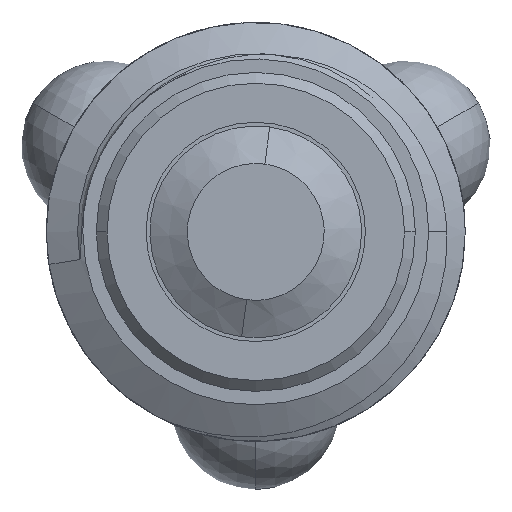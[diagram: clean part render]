
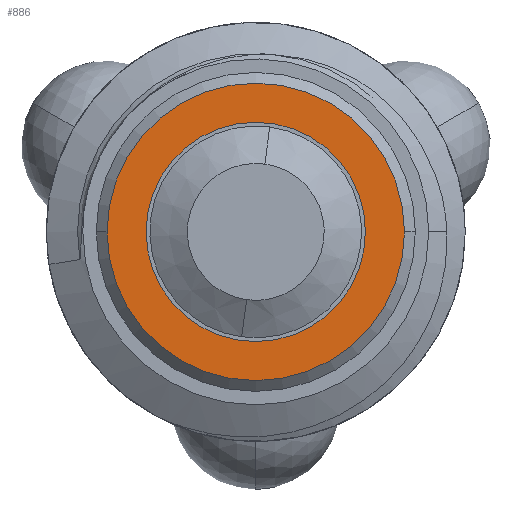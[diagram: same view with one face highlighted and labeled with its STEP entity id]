
A CAD part, front view. The second image highlights one B-rep face of the part: STEP entity #886.
In plain terms, the highlighted face is planar.
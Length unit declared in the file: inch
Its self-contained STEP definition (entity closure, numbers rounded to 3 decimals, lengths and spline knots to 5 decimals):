
#89 = EDGE_CURVE ( 'NONE', #484, #289, #3382, .T. ) ;
#117 = DIRECTION ( 'NONE',  ( 0., 0., -1. ) ) ;
#137 = CARTESIAN_POINT ( 'NONE',  ( 0.13764, 0., 0. ) ) ;
#289 = VERTEX_POINT ( 'NONE', #137 ) ;
#292 = DIRECTION ( 'NONE',  ( 0., 0., -1. ) ) ;
#402 = PLANE ( 'NONE',  #663 ) ;
#484 = VERTEX_POINT ( 'NONE', #2824 ) ;
#626 = CARTESIAN_POINT ( 'NONE',  ( -0.1015, 0., 0. ) ) ;
#663 = AXIS2_PLACEMENT_3D ( 'NONE', #6285, #4350, #1395 ) ;
#726 = EDGE_CURVE ( 'NONE', #785, #2605, #2445, .T. ) ;
#757 = ORIENTED_EDGE ( 'NONE', *, *, #6141, .F. ) ;
#785 = VERTEX_POINT ( 'NONE', #626 ) ;
#834 = FACE_BOUND ( 'NONE', #3338, .T. ) ;
#886 = ADVANCED_FACE ( 'NONE', ( #2282, #834 ), #402, .F. ) ;
#969 = CARTESIAN_POINT ( 'NONE',  ( 0., 0., 0. ) ) ;
#1022 = CARTESIAN_POINT ( 'NONE',  ( 0.1015, 0., 0. ) ) ;
#1339 = ORIENTED_EDGE ( 'NONE', *, *, #89, .T. ) ;
#1395 = DIRECTION ( 'NONE',  ( 1., 0., 0. ) ) ;
#1477 = DIRECTION ( 'NONE',  ( -1., 0., 0. ) ) ;
#1548 = DIRECTION ( 'NONE',  ( 0., 0., -1. ) ) ;
#1626 = AXIS2_PLACEMENT_3D ( 'NONE', #4500, #1548, #5011 ) ;
#1982 = CIRCLE ( 'NONE', #5124, 0.1015 ) ;
#2240 = EDGE_LOOP ( 'NONE', ( #2500, #1339 ) ) ;
#2282 = FACE_OUTER_BOUND ( 'NONE', #2240, .T. ) ;
#2445 = CIRCLE ( 'NONE', #3394, 0.1015 ) ;
#2500 = ORIENTED_EDGE ( 'NONE', *, *, #4716, .T. ) ;
#2585 = AXIS2_PLACEMENT_3D ( 'NONE', #3219, #292, #3729 ) ;
#2605 = VERTEX_POINT ( 'NONE', #1022 ) ;
#2824 = CARTESIAN_POINT ( 'NONE',  ( -0.13764, 0., 0. ) ) ;
#3041 = CARTESIAN_POINT ( 'NONE',  ( 0., 0., 0. ) ) ;
#3219 = CARTESIAN_POINT ( 'NONE',  ( 0., 0., 0. ) ) ;
#3338 = EDGE_LOOP ( 'NONE', ( #5150, #757 ) ) ;
#3382 = CIRCLE ( 'NONE', #1626, 0.13764 ) ;
#3394 = AXIS2_PLACEMENT_3D ( 'NONE', #3041, #117, #3557 ) ;
#3557 = DIRECTION ( 'NONE',  ( -1., 0., 0. ) ) ;
#3729 = DIRECTION ( 'NONE',  ( 1., 0., 0. ) ) ;
#4350 = DIRECTION ( 'NONE',  ( 0., 0., 1. ) ) ;
#4434 = DIRECTION ( 'NONE',  ( 0., 0., -1. ) ) ;
#4500 = CARTESIAN_POINT ( 'NONE',  ( 0., 0., 0. ) ) ;
#4716 = EDGE_CURVE ( 'NONE', #289, #484, #6191, .T. ) ;
#5011 = DIRECTION ( 'NONE',  ( 1., 0., 0. ) ) ;
#5124 = AXIS2_PLACEMENT_3D ( 'NONE', #969, #4434, #1477 ) ;
#5150 = ORIENTED_EDGE ( 'NONE', *, *, #726, .F. ) ;
#6141 = EDGE_CURVE ( 'NONE', #2605, #785, #1982, .T. ) ;
#6191 = CIRCLE ( 'NONE', #2585, 0.13764 ) ;
#6285 = CARTESIAN_POINT ( 'NONE',  ( 0., 0., 0. ) ) ;
